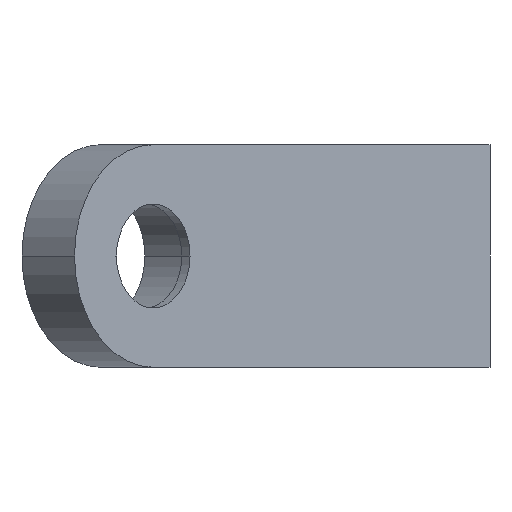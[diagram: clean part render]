
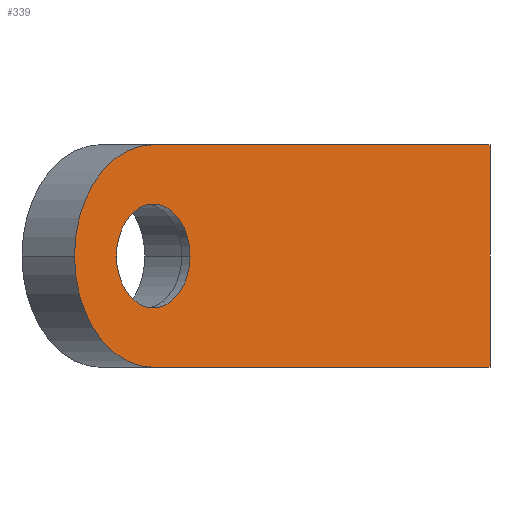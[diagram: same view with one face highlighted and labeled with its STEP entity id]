
A CAD part, left-side view. The second image highlights one B-rep face of the part: STEP entity #339.
In plain terms, the highlighted planar face has unit normal (-0.707, -0.707, 0).
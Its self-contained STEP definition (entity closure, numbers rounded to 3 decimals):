
#21 = VERTEX_POINT ( 'NONE', #452 ) ;
#30 = AXIS2_PLACEMENT_3D ( 'NONE', #105, #328, #59 ) ;
#39 = ORIENTED_EDGE ( 'NONE', *, *, #65, .T. ) ;
#53 = FACE_BOUND ( 'NONE', #233, .T. ) ;
#54 = ORIENTED_EDGE ( 'NONE', *, *, #449, .T. ) ;
#59 = DIRECTION ( 'NONE',  ( -0.707, 0.707, 0. ) ) ;
#60 = EDGE_LOOP ( 'NONE', ( #355, #54, #236, #228, #668 ) ) ;
#61 = CARTESIAN_POINT ( 'NONE',  ( -22.678, 22.678, 0. ) ) ;
#65 = EDGE_CURVE ( 'NONE', #330, #415, #697, .T. ) ;
#73 = EDGE_CURVE ( 'NONE', #113, #21, #225, .T. ) ;
#79 = CARTESIAN_POINT ( 'NONE',  ( -27.981, 27.981, 0. ) ) ;
#97 = CIRCLE ( 'NONE', #357, 7.5 ) ;
#99 = CARTESIAN_POINT ( 'NONE',  ( -25.153, 25.153, 0. ) ) ;
#105 = CARTESIAN_POINT ( 'NONE',  ( 0., 0., 7.5 ) ) ;
#112 = FACE_OUTER_BOUND ( 'NONE', #60, .T. ) ;
#113 = VERTEX_POINT ( 'NONE', #560 ) ;
#142 = CARTESIAN_POINT ( 'NONE',  ( -22.678, 22.678, -7.5 ) ) ;
#162 = DIRECTION ( 'NONE',  ( -0.707, -0.707, 0. ) ) ;
#184 = AXIS2_PLACEMENT_3D ( 'NONE', #530, #645, #189 ) ;
#189 = DIRECTION ( 'NONE',  ( -0.707, 0.707, 0. ) ) ;
#210 = ORIENTED_EDGE ( 'NONE', *, *, #332, .T. ) ;
#212 = CARTESIAN_POINT ( 'NONE',  ( 0., 0., 7.5 ) ) ;
#225 = LINE ( 'NONE', #555, #299 ) ;
#228 = ORIENTED_EDGE ( 'NONE', *, *, #73, .F. ) ;
#230 = CIRCLE ( 'NONE', #386, 3.5 ) ;
#233 = EDGE_LOOP ( 'NONE', ( #39, #210 ) ) ;
#236 = ORIENTED_EDGE ( 'NONE', *, *, #619, .T. ) ;
#266 = VERTEX_POINT ( 'NONE', #142 ) ;
#273 = DIRECTION ( 'NONE',  ( 0.707, 0.707, 0. ) ) ;
#281 = VERTEX_POINT ( 'NONE', #79 ) ;
#285 = DIRECTION ( 'NONE',  ( 0.707, 0.707, 0. ) ) ;
#299 = VECTOR ( 'NONE', #499, 1000. ) ;
#305 = DIRECTION ( 'NONE',  ( 0.707, -0.707, 0. ) ) ;
#328 = DIRECTION ( 'NONE',  ( 0.707, 0.707, 0. ) ) ;
#329 = AXIS2_PLACEMENT_3D ( 'NONE', #552, #285, #497 ) ;
#330 = VERTEX_POINT ( 'NONE', #375 ) ;
#332 = EDGE_CURVE ( 'NONE', #415, #330, #230, .T. ) ;
#339 = ADVANCED_FACE ( 'NONE', ( #112, #53 ), #486, .F. ) ;
#355 = ORIENTED_EDGE ( 'NONE', *, *, #511, .T. ) ;
#357 = AXIS2_PLACEMENT_3D ( 'NONE', #61, #162, #650 ) ;
#373 = CARTESIAN_POINT ( 'NONE',  ( 0., 0., -7.5 ) ) ;
#375 = CARTESIAN_POINT ( 'NONE',  ( -20.203, 20.203, 0. ) ) ;
#386 = AXIS2_PLACEMENT_3D ( 'NONE', #536, #273, #598 ) ;
#415 = VERTEX_POINT ( 'NONE', #99 ) ;
#421 = LINE ( 'NONE', #212, #564 ) ;
#449 = EDGE_CURVE ( 'NONE', #281, #266, #553, .T. ) ;
#452 = CARTESIAN_POINT ( 'NONE',  ( 0., 0., -7.5 ) ) ;
#468 = DIRECTION ( 'NONE',  ( 0.707, -0.707, 0. ) ) ;
#481 = CARTESIAN_POINT ( 'NONE',  ( -22.678, 22.678, 7.5 ) ) ;
#486 = PLANE ( 'NONE',  #30 ) ;
#497 = DIRECTION ( 'NONE',  ( -0.707, 0.707, 0. ) ) ;
#499 = DIRECTION ( 'NONE',  ( 0., 0., -1. ) ) ;
#511 = EDGE_CURVE ( 'NONE', #670, #281, #97, .T. ) ;
#530 = CARTESIAN_POINT ( 'NONE',  ( -22.678, 22.678, 0. ) ) ;
#536 = CARTESIAN_POINT ( 'NONE',  ( -22.678, 22.678, 0. ) ) ;
#552 = CARTESIAN_POINT ( 'NONE',  ( -22.678, 22.678, 0. ) ) ;
#553 = CIRCLE ( 'NONE', #184, 7.5 ) ;
#555 = CARTESIAN_POINT ( 'NONE',  ( 0., 0., 7.5 ) ) ;
#560 = CARTESIAN_POINT ( 'NONE',  ( 0., 0., 7.5 ) ) ;
#564 = VECTOR ( 'NONE', #305, 1000. ) ;
#598 = DIRECTION ( 'NONE',  ( -0.707, 0.707, 0. ) ) ;
#619 = EDGE_CURVE ( 'NONE', #266, #21, #633, .T. ) ;
#633 = LINE ( 'NONE', #373, #659 ) ;
#645 = DIRECTION ( 'NONE',  ( -0.707, -0.707, 0. ) ) ;
#650 = DIRECTION ( 'NONE',  ( -0.707, 0.707, 0. ) ) ;
#659 = VECTOR ( 'NONE', #468, 1000. ) ;
#668 = ORIENTED_EDGE ( 'NONE', *, *, #679, .F. ) ;
#670 = VERTEX_POINT ( 'NONE', #481 ) ;
#679 = EDGE_CURVE ( 'NONE', #670, #113, #421, .T. ) ;
#697 = CIRCLE ( 'NONE', #329, 3.5 ) ;
